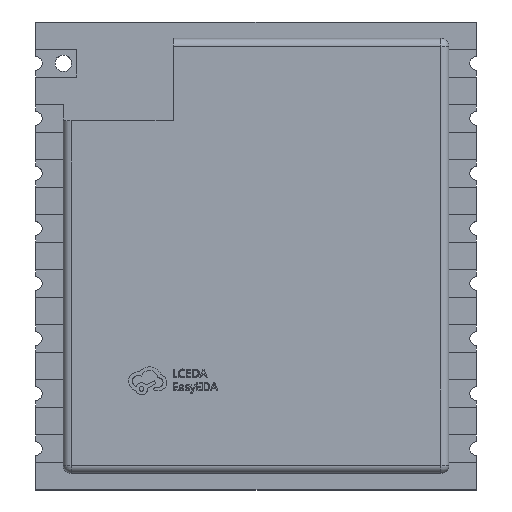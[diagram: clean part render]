
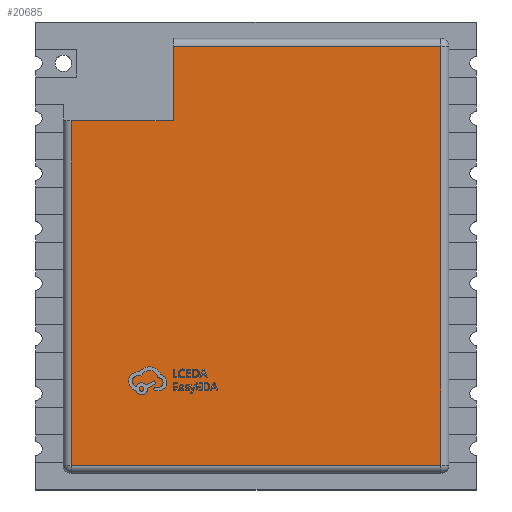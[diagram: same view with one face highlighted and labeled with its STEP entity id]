
A CAD part, top view. The second image highlights one B-rep face of the part: STEP entity #20685.
In plain terms, the highlighted planar face has unit normal (0, 0, 1).
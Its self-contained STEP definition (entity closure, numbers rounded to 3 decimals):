
#129 = EDGE_CURVE ( 'NONE', #231, #20155, #8638, .T. ) ;
#203 = CARTESIAN_POINT ( 'NONE',  ( -3.01, 7.6, 3.19 ) ) ;
#231 = VERTEX_POINT ( 'NONE', #15613 ) ;
#851 = CARTESIAN_POINT ( 'NONE',  ( 0., -7.6, 3.19 ) ) ;
#925 = CARTESIAN_POINT ( 'NONE',  ( -3.01, 4.9, 3.19 ) ) ;
#1315 = EDGE_LOOP ( 'NONE', ( #1431, #10760, #4644, #9713, #12959, #16956 ) ) ;
#1355 = CARTESIAN_POINT ( 'NONE',  ( -6.71, 4.9, 3.19 ) ) ;
#1431 = ORIENTED_EDGE ( 'NONE', *, *, #8687, .T. ) ;
#1812 = DIRECTION ( 'NONE',  ( 0., 0., -1. ) ) ;
#2163 = VECTOR ( 'NONE', #4470, 1000. ) ;
#2254 = CARTESIAN_POINT ( 'NONE',  ( -3.01, 4.9, 3.19 ) ) ;
#2405 = VECTOR ( 'NONE', #18297, 1000. ) ;
#2457 = VECTOR ( 'NONE', #6705, 1000. ) ;
#4221 = EDGE_CURVE ( 'NONE', #12777, #231, #5737, .T. ) ;
#4470 = DIRECTION ( 'NONE',  ( 0., -1., 0. ) ) ;
#4644 = ORIENTED_EDGE ( 'NONE', *, *, #129, .T. ) ;
#4730 = DIRECTION ( 'NONE',  ( 0., -1., 0. ) ) ;
#4903 = VERTEX_POINT ( 'NONE', #925 ) ;
#5011 = EDGE_CURVE ( 'NONE', #13715, #16628, #15383, .T. ) ;
#5737 = LINE ( 'NONE', #14103, #2163 ) ;
#6705 = DIRECTION ( 'NONE',  ( -1., 0., 0. ) ) ;
#7653 = DIRECTION ( 'NONE',  ( -1., 0., 0. ) ) ;
#7988 = LINE ( 'NONE', #15639, #11578 ) ;
#8427 = CARTESIAN_POINT ( 'NONE',  ( 0., 0., 3.19 ) ) ;
#8638 = LINE ( 'NONE', #851, #2405 ) ;
#8687 = EDGE_CURVE ( 'NONE', #4903, #12777, #13410, .T. ) ;
#8826 = LINE ( 'NONE', #10548, #15701 ) ;
#9713 = ORIENTED_EDGE ( 'NONE', *, *, #17427, .T. ) ;
#10341 = DIRECTION ( 'NONE',  ( 0., 1., 0. ) ) ;
#10548 = CARTESIAN_POINT ( 'NONE',  ( 6.71, 0., 3.19 ) ) ;
#10760 = ORIENTED_EDGE ( 'NONE', *, *, #4221, .T. ) ;
#10802 = CARTESIAN_POINT ( 'NONE',  ( 6.71, -7.6, 3.19 ) ) ;
#11361 = CARTESIAN_POINT ( 'NONE',  ( 6.71, 7.6, 3.19 ) ) ;
#11578 = VECTOR ( 'NONE', #4730, 1000. ) ;
#12266 = CARTESIAN_POINT ( 'NONE',  ( 0., 7.6, 3.19 ) ) ;
#12777 = VERTEX_POINT ( 'NONE', #1355 ) ;
#12781 = EDGE_CURVE ( 'NONE', #16628, #4903, #7988, .T. ) ;
#12959 = ORIENTED_EDGE ( 'NONE', *, *, #5011, .T. ) ;
#13185 = VECTOR ( 'NONE', #7653, 1000. ) ;
#13410 = LINE ( 'NONE', #2254, #2457 ) ;
#13715 = VERTEX_POINT ( 'NONE', #11361 ) ;
#14004 = FACE_OUTER_BOUND ( 'NONE', #1315, .T. ) ;
#14103 = CARTESIAN_POINT ( 'NONE',  ( -6.71, 0., 3.19 ) ) ;
#14842 = DIRECTION ( 'NONE',  ( -1., 0., 0. ) ) ;
#15383 = LINE ( 'NONE', #12266, #13185 ) ;
#15613 = CARTESIAN_POINT ( 'NONE',  ( -6.71, -7.6, 3.19 ) ) ;
#15639 = CARTESIAN_POINT ( 'NONE',  ( -3.01, 7.9, 3.19 ) ) ;
#15701 = VECTOR ( 'NONE', #10341, 1000. ) ;
#16628 = VERTEX_POINT ( 'NONE', #203 ) ;
#16956 = ORIENTED_EDGE ( 'NONE', *, *, #12781, .T. ) ;
#17427 = EDGE_CURVE ( 'NONE', #20155, #13715, #8826, .T. ) ;
#18297 = DIRECTION ( 'NONE',  ( 1., 0., 0. ) ) ;
#20155 = VERTEX_POINT ( 'NONE', #10802 ) ;
#20172 = AXIS2_PLACEMENT_3D ( 'NONE', #8427, #1812, #14842 ) ;
#20369 = PLANE ( 'NONE',  #20172 ) ;
#20685 = ADVANCED_FACE ( 'NONE', ( #14004 ), #20369, .F. ) ;
